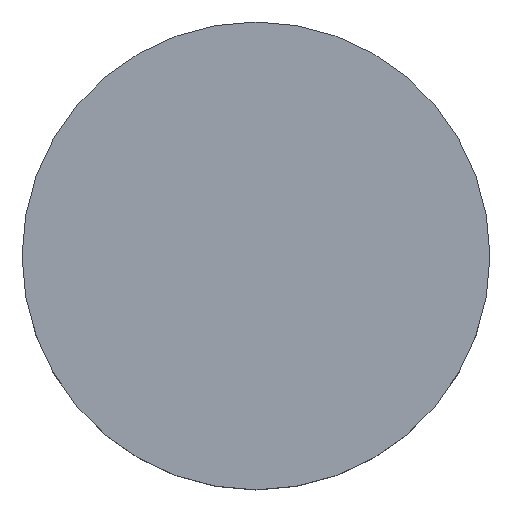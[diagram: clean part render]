
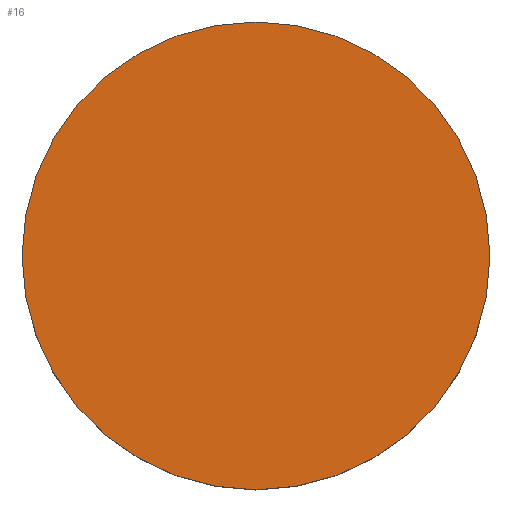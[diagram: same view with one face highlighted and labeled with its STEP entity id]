
A CAD part, top view. The second image highlights one B-rep face of the part: STEP entity #16.
In plain terms, the highlighted planar face has unit normal (0, 0, 1).
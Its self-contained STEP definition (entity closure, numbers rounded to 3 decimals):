
#5 = FACE_OUTER_BOUND ( 'NONE', #55, .T. ) ;
#6 = CARTESIAN_POINT ( 'NONE',  ( 4.5, 0., 0. ) ) ;
#16 = ADVANCED_FACE ( 'NONE', ( #5 ), #20, .T. ) ;
#20 = PLANE ( 'NONE',  #135 ) ;
#22 = DIRECTION ( 'NONE',  ( 1., 0., 0. ) ) ;
#24 = DIRECTION ( 'NONE',  ( 0., 0., 1. ) ) ;
#30 = ORIENTED_EDGE ( 'NONE', *, *, #140, .T. ) ;
#51 = VERTEX_POINT ( 'NONE', #6 ) ;
#55 = EDGE_LOOP ( 'NONE', ( #30, #111 ) ) ;
#73 = EDGE_CURVE ( 'NONE', #146, #51, #173, .T. ) ;
#78 = DIRECTION ( 'NONE',  ( 0., 0., 1. ) ) ;
#80 = CARTESIAN_POINT ( 'NONE',  ( 0., 0., 0. ) ) ;
#81 = DIRECTION ( 'NONE',  ( 1., 0., 0. ) ) ;
#111 = ORIENTED_EDGE ( 'NONE', *, *, #73, .T. ) ;
#113 = DIRECTION ( 'NONE',  ( 1., 0., 0. ) ) ;
#115 = CARTESIAN_POINT ( 'NONE',  ( 0., 0., 0. ) ) ;
#135 = AXIS2_PLACEMENT_3D ( 'NONE', #115, #24, #113 ) ;
#140 = EDGE_CURVE ( 'NONE', #51, #146, #148, .T. ) ;
#146 = VERTEX_POINT ( 'NONE', #157 ) ;
#147 = CARTESIAN_POINT ( 'NONE',  ( 0., 0., 0. ) ) ;
#148 = CIRCLE ( 'NONE', #166, 4.5 ) ;
#153 = AXIS2_PLACEMENT_3D ( 'NONE', #147, #78, #81 ) ;
#157 = CARTESIAN_POINT ( 'NONE',  ( -4.5, 0., 0. ) ) ;
#159 = DIRECTION ( 'NONE',  ( 0., 0., 1. ) ) ;
#166 = AXIS2_PLACEMENT_3D ( 'NONE', #80, #159, #22 ) ;
#173 = CIRCLE ( 'NONE', #153, 4.5 ) ;
